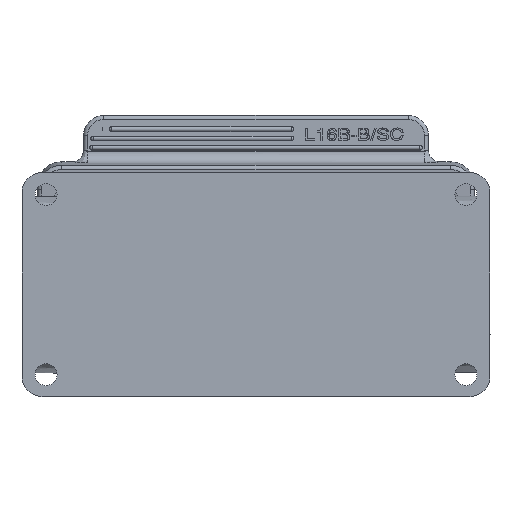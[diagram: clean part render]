
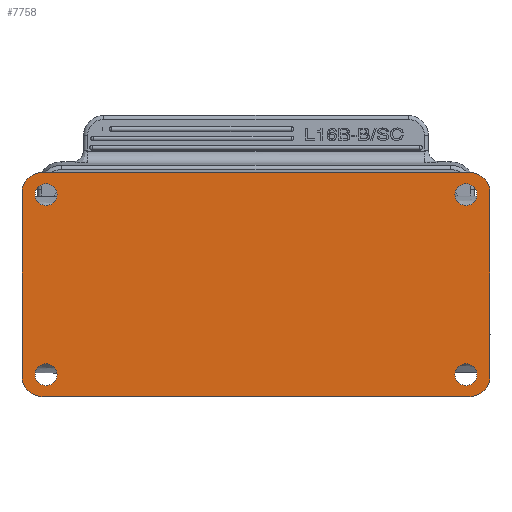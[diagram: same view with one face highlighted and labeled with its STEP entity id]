
A CAD part, front view. The second image highlights one B-rep face of the part: STEP entity #7758.
In plain terms, the highlighted planar face has unit normal (0, -1, 0).
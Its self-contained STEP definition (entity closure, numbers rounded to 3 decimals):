
#5065=CIRCLE('',#23551,2.75);
#5068=CIRCLE('',#23555,2.75);
#5069=CIRCLE('',#23557,2.75);
#5072=CIRCLE('',#23561,2.75);
#5078=CIRCLE('',#23575,2.75);
#5081=CIRCLE('',#23579,2.75);
#5082=CIRCLE('',#23581,2.75);
#5085=CIRCLE('',#23585,2.75);
#5086=CIRCLE('',#23587,5.);
#5100=CIRCLE('',#23622,5.);
#5101=CIRCLE('',#23624,5.);
#5102=CIRCLE('',#23625,5.);
#5420=FACE_BOUND('',#10190,.T.);
#5421=FACE_BOUND('',#10191,.T.);
#5422=FACE_BOUND('',#10192,.T.);
#5423=FACE_BOUND('',#10193,.T.);
#5424=FACE_BOUND('',#10194,.T.);
#7758=ADVANCED_FACE('',(#5420,#5421,#5422,#5423,#5424),#8357,.F.);
#8357=PLANE('',#23626);
#10190=EDGE_LOOP('',(#16520,#16521));
#10191=EDGE_LOOP('',(#16522,#16523));
#10192=EDGE_LOOP('',(#16524,#16525));
#10193=EDGE_LOOP('',(#16526,#16527));
#10194=EDGE_LOOP('',(#16528,#16529,#16530,#16531,#16532,#16533,#16534,#16535));
#11304=LINE('',#37387,#12410);
#11323=LINE('',#38205,#12429);
#11324=LINE('',#38209,#12430);
#11325=LINE('',#38210,#12431);
#12410=VECTOR('',#27037,1.);
#12429=VECTOR('',#27126,1.);
#12430=VECTOR('',#27129,1.);
#12431=VECTOR('',#27130,1.);
#16520=ORIENTED_EDGE('',*,*,#21764,.F.);
#16521=ORIENTED_EDGE('',*,*,#21769,.F.);
#16522=ORIENTED_EDGE('',*,*,#21813,.F.);
#16523=ORIENTED_EDGE('',*,*,#21818,.F.);
#16524=ORIENTED_EDGE('',*,*,#21807,.F.);
#16525=ORIENTED_EDGE('',*,*,#21812,.F.);
#16526=ORIENTED_EDGE('',*,*,#21770,.F.);
#16527=ORIENTED_EDGE('',*,*,#21775,.F.);
#16528=ORIENTED_EDGE('',*,*,#21882,.F.);
#16529=ORIENTED_EDGE('',*,*,#21883,.F.);
#16530=ORIENTED_EDGE('',*,*,#21884,.F.);
#16531=ORIENTED_EDGE('',*,*,#21885,.F.);
#16532=ORIENTED_EDGE('',*,*,#21819,.F.);
#16533=ORIENTED_EDGE('',*,*,#21823,.T.);
#16534=ORIENTED_EDGE('',*,*,#21880,.F.);
#16535=ORIENTED_EDGE('',*,*,#21886,.F.);
#19325=VERTEX_POINT('',#36926);
#19326=VERTEX_POINT('',#36927);
#19329=VERTEX_POINT('',#36938);
#19330=VERTEX_POINT('',#36939);
#19355=VERTEX_POINT('',#37355);
#19356=VERTEX_POINT('',#37356);
#19359=VERTEX_POINT('',#37367);
#19360=VERTEX_POINT('',#37368);
#19363=VERTEX_POINT('',#37379);
#19364=VERTEX_POINT('',#37380);
#19367=VERTEX_POINT('',#37388);
#19401=VERTEX_POINT('',#38199);
#19402=VERTEX_POINT('',#38203);
#19403=VERTEX_POINT('',#38204);
#19404=VERTEX_POINT('',#38206);
#19405=VERTEX_POINT('',#38208);
#21764=EDGE_CURVE('',#19325,#19326,#5065,.T.);
#21769=EDGE_CURVE('',#19326,#19325,#5068,.T.);
#21770=EDGE_CURVE('',#19329,#19330,#5069,.T.);
#21775=EDGE_CURVE('',#19330,#19329,#5072,.T.);
#21807=EDGE_CURVE('',#19355,#19356,#5078,.T.);
#21812=EDGE_CURVE('',#19356,#19355,#5081,.T.);
#21813=EDGE_CURVE('',#19359,#19360,#5082,.T.);
#21818=EDGE_CURVE('',#19360,#19359,#5085,.T.);
#21819=EDGE_CURVE('',#19363,#19364,#5086,.T.);
#21823=EDGE_CURVE('',#19363,#19367,#11304,.T.);
#21880=EDGE_CURVE('',#19401,#19367,#5100,.T.);
#21882=EDGE_CURVE('',#19402,#19403,#5101,.T.);
#21883=EDGE_CURVE('',#19404,#19402,#11323,.T.);
#21884=EDGE_CURVE('',#19405,#19404,#5102,.T.);
#21885=EDGE_CURVE('',#19364,#19405,#11324,.T.);
#21886=EDGE_CURVE('',#19403,#19401,#11325,.T.);
#23551=AXIS2_PLACEMENT_3D('',#36925,#26945,#26946);
#23555=AXIS2_PLACEMENT_3D('',#36935,#26955,#26956);
#23557=AXIS2_PLACEMENT_3D('',#36937,#26959,#26960);
#23561=AXIS2_PLACEMENT_3D('',#36947,#26969,#26970);
#23575=AXIS2_PLACEMENT_3D('',#37354,#27001,#27002);
#23579=AXIS2_PLACEMENT_3D('',#37364,#27011,#27012);
#23581=AXIS2_PLACEMENT_3D('',#37366,#27015,#27016);
#23585=AXIS2_PLACEMENT_3D('',#37376,#27025,#27026);
#23587=AXIS2_PLACEMENT_3D('',#37378,#27029,#27030);
#23622=AXIS2_PLACEMENT_3D('',#38198,#27119,#27120);
#23624=AXIS2_PLACEMENT_3D('',#38202,#27124,#27125);
#23625=AXIS2_PLACEMENT_3D('',#38207,#27127,#27128);
#23626=AXIS2_PLACEMENT_3D('',#38211,#27131,#27132);
#26945=DIRECTION('',(0.,-1.,0.));
#26946=DIRECTION('',(0.,0.,-1.));
#26955=DIRECTION('',(0.,-1.,0.));
#26956=DIRECTION('',(0.,0.,1.));
#26959=DIRECTION('',(0.,-1.,0.));
#26960=DIRECTION('',(0.,0.,-1.));
#26969=DIRECTION('',(0.,-1.,0.));
#26970=DIRECTION('',(0.,0.,1.));
#27001=DIRECTION('',(0.,-1.,0.));
#27002=DIRECTION('',(0.,0.,-1.));
#27011=DIRECTION('',(0.,-1.,0.));
#27012=DIRECTION('',(0.,0.,1.));
#27015=DIRECTION('',(0.,-1.,0.));
#27016=DIRECTION('',(0.,0.,-1.));
#27025=DIRECTION('',(0.,-1.,0.));
#27026=DIRECTION('',(0.,0.,1.));
#27029=DIRECTION('',(0.,1.,0.));
#27030=DIRECTION('',(0.,0.,-1.));
#27037=DIRECTION('',(1.,0.,0.));
#27119=DIRECTION('',(0.,1.,0.));
#27120=DIRECTION('',(1.,0.,0.));
#27124=DIRECTION('',(0.,1.,0.));
#27125=DIRECTION('',(0.,0.,1.));
#27126=DIRECTION('',(1.,0.,0.));
#27127=DIRECTION('',(0.,1.,0.));
#27128=DIRECTION('',(-1.,0.,0.));
#27129=DIRECTION('',(0.,0.,1.));
#27130=DIRECTION('',(0.,0.,-1.));
#27131=DIRECTION('',(0.,1.,0.));
#27132=DIRECTION('',(0.,0.,1.));
#36925=CARTESIAN_POINT('',(112.,0.,-5.5));
#36926=CARTESIAN_POINT('',(112.,0.,-8.25));
#36927=CARTESIAN_POINT('',(112.,0.,-2.75));
#36935=CARTESIAN_POINT('',(112.,0.,-5.5));
#36937=CARTESIAN_POINT('',(7.,0.,-5.5));
#36938=CARTESIAN_POINT('',(7.,0.,-8.25));
#36939=CARTESIAN_POINT('',(7.,0.,-2.75));
#36947=CARTESIAN_POINT('',(7.,0.,-5.5));
#37354=CARTESIAN_POINT('',(7.,0.,-50.5));
#37355=CARTESIAN_POINT('',(7.,0.,-53.25));
#37356=CARTESIAN_POINT('',(7.,0.,-47.75));
#37364=CARTESIAN_POINT('',(7.,0.,-50.5));
#37366=CARTESIAN_POINT('',(112.,0.,-50.5));
#37367=CARTESIAN_POINT('',(112.,0.,-53.25));
#37368=CARTESIAN_POINT('',(112.,0.,-47.75));
#37376=CARTESIAN_POINT('',(112.,0.,-50.5));
#37378=CARTESIAN_POINT('',(6.,0.,-51.));
#37379=CARTESIAN_POINT('',(6.,0.,-56.));
#37380=CARTESIAN_POINT('',(1.,0.,-51.));
#37387=CARTESIAN_POINT('',(6.,0.,-56.));
#37388=CARTESIAN_POINT('',(113.,0.,-56.));
#38198=CARTESIAN_POINT('',(113.,0.,-51.));
#38199=CARTESIAN_POINT('',(118.,0.,-51.));
#38202=CARTESIAN_POINT('',(113.,0.,-5.));
#38203=CARTESIAN_POINT('',(113.,0.,0.));
#38204=CARTESIAN_POINT('',(118.,0.,-5.));
#38205=CARTESIAN_POINT('',(6.,0.,0.));
#38206=CARTESIAN_POINT('',(6.,0.,0.));
#38207=CARTESIAN_POINT('',(6.,0.,-5.));
#38208=CARTESIAN_POINT('',(1.,0.,-5.));
#38209=CARTESIAN_POINT('',(1.,0.,-51.));
#38210=CARTESIAN_POINT('',(118.,0.,-5.));
#38211=CARTESIAN_POINT('',(59.5,0.,-28.));
